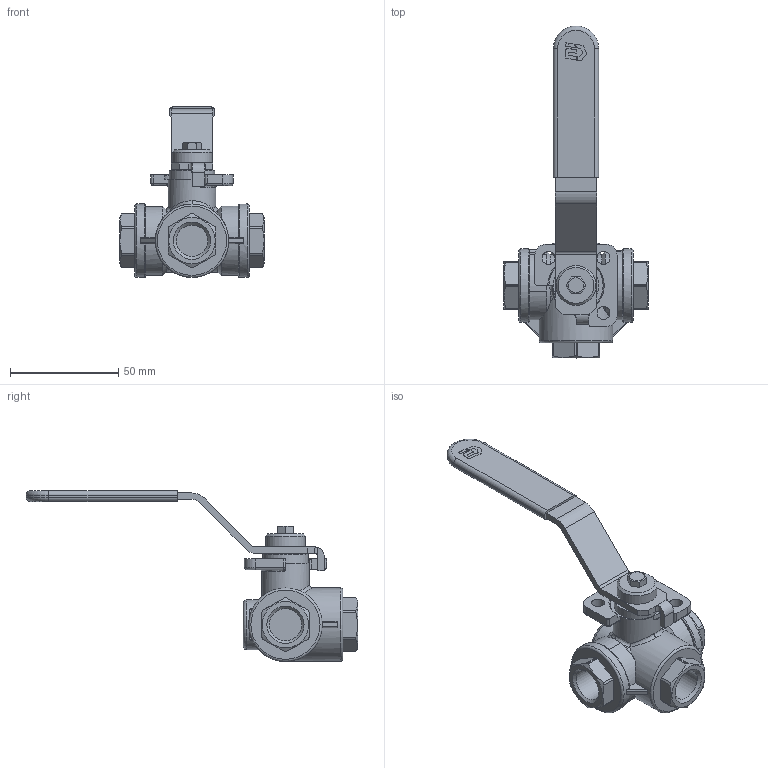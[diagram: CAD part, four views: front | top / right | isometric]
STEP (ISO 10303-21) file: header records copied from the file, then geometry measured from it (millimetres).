
FILE_DESCRIPTION(('HOOPS Exchange Step'),'2;1');
FILE_NAME('GK0800_DN10.stp','2025-11-12T14:58:35+01:00',('nieru'),('Unknown organisation'),'HOOPS Exchange 2024.2','HOOPS Exchange','Unknown authorisation');
FILE_SCHEMA( ('AP203_CONFIGURATION_CONTROLLED_3D_DESIGN_OF_MECHANICAL_PARTS_AND_ASSEMBLIES_MIM_LF') );
Length unit declared in the file: millimetre
Products named in the file (2): 0; root
Assembly tree (1 placements, depth 2):
  root
    0
Bounding box: 67 x 153.5 x 79.1 mm (x, y, z)
Volume: 81347.4 mm3; surface area: 22744.5 mm2
Topology: 1 solids, 1 shells, 723 faces, 2043 edges, 1360 vertices
Faces by surface type: plane 341, bspline 237, cylinder 103, cone 23, torus 16, sphere 3
Full cylindrical faces by diameter (mm): 6 x3, 7 x1, 14.5 x2, 14.95 x1, 18 x1, 18.5 x1, 21 x1, 22 x1, 23 x1, 34 x3
Entity records: 31018 total; most frequent: CARTESIAN_POINT 13611, ORIENTED_EDGE 4078, DIRECTION 2684, EDGE_CURVE 2039, VERTEX_POINT 1360, VECTOR 1136, LINE 1136, AXIS2_PLACEMENT_3D 774
